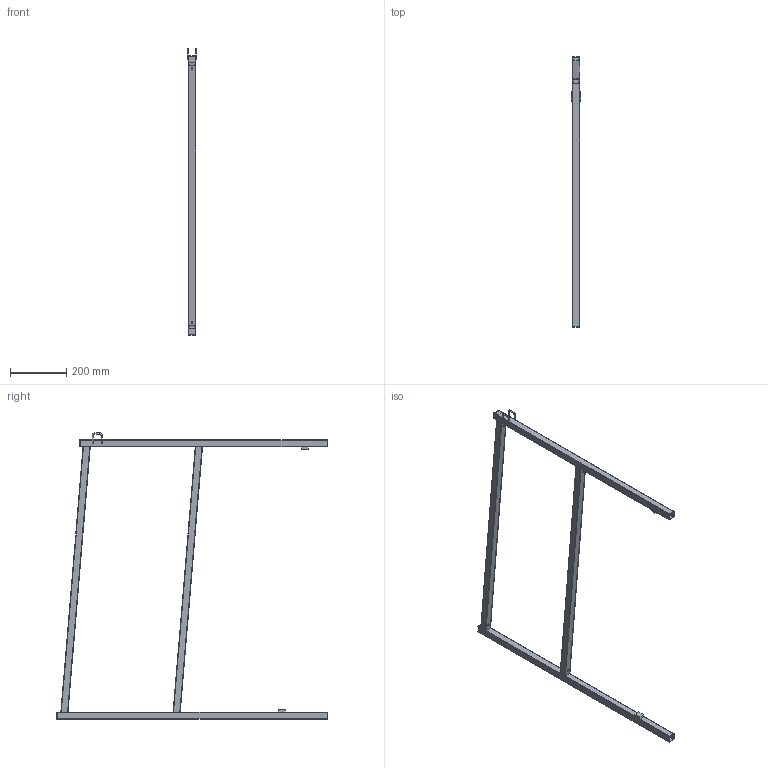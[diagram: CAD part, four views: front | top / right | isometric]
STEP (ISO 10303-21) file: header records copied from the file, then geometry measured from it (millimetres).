
FILE_DESCRIPTION (( 'STEP AP203' ), '1' );
FILE_NAME ('T77110.STEP', '2018-09-11T15:03:57', ( '' ), ( '' ), 'SwSTEP 2.0', 'SolidWorks 2016', '' );
FILE_SCHEMA (( 'CONFIG_CONTROL_DESIGN' ));
Length unit declared in the file: millimetre
Products named in the file (8): TH1309; TH2971; TH2085; T77110; S1650_S1650; 25.4 X 25.4 X 1.2 ERW X 880; 20 X 8 FLT X 25 LG; 25.4 X 25.4 X 1.2 ERW X 960
Assembly tree (11 placements, depth 3):
  T77110
    TH2971
      25.4 X 25.4 X 1.2 ERW X 880
      TH2085  x2
      25.4 X 25.4 X 1.2 ERW X 960
      20 X 8 FLT X 25 LG  x2
      TH1309  x2
    S1650_S1650  x2
Bounding box: 35.4 x 963.5 x 1020.44 mm (x, y, z)
Volume: 457143.3 mm3; surface area: 724619.9 mm2
Topology: 10 solids, 10 shells, 170 faces, 416 edges, 260 vertices
Faces by surface type: plane 78, cylinder 76, torus 8, sphere 8
Entity records: 4026 total; most frequent: CARTESIAN_POINT 580, DIRECTION 554, ORIENTED_EDGE 504, EDGE_CURVE 252, AXIS2_PLACEMENT_3D 200, VERTEX_POINT 162, VECTOR 154, LINE 154
